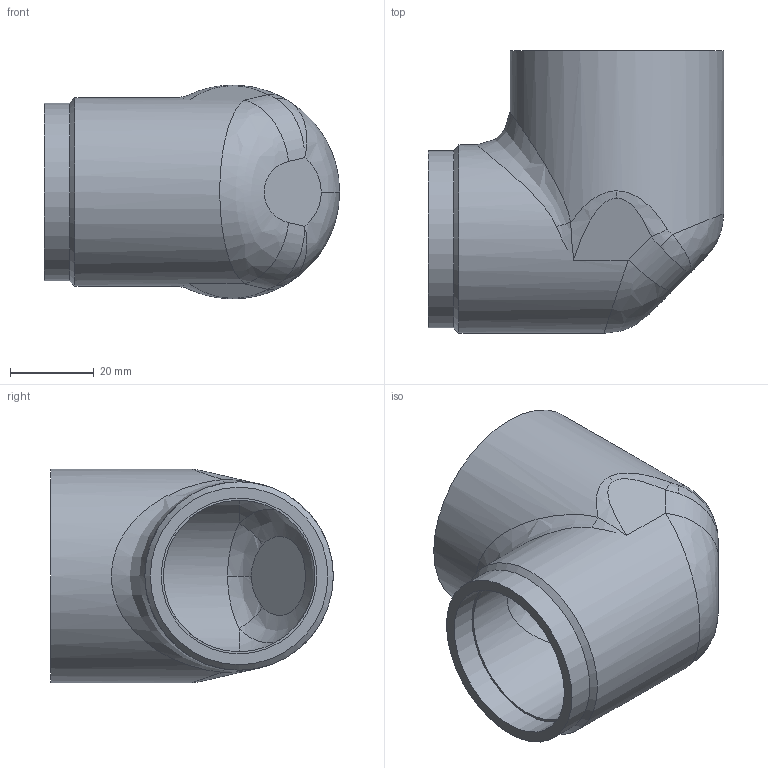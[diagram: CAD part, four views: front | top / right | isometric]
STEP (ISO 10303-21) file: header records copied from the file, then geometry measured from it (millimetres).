
FILE_DESCRIPTION(/* description */ ('Unknown'),/* implementation_level */ '2;1');
FILE_NAME(/* name */ 'R-222-S-DN32',/* time_stamp */ '2023-04-26T17:19:56+08:00',/* author */ ('Unknown'),/* organization */ ('Unknown'),/* preprocessor_version */ 'ST-DEVELOPER v16.7',/* originating_system */ 'DEX',/* authorisation */ $);
FILE_SCHEMA (('AUTOMOTIVE_DESIGN {1 0 10303 214 3 1 1}'));
Length unit declared in the file: millimetre
Products named in the file (2): R-222-S-DN32; R-222-S DN32
Assembly tree (1 placements, depth 2):
  R-222-S-DN32
    R-222-S DN32
Bounding box: 70.5 x 67.5 x 51 mm (x, y, z)
Volume: 54999.5 mm3; surface area: 26097.9 mm2
Topology: 1 solids, 1 shells, 50 faces, 150 edges, 99 vertices
Faces by surface type: bspline 24, cylinder 14, plane 8, cone 3, torus 1
Full cylindrical faces by diameter (mm): 36.2 x1, 37.2 x1, 39 x6, 42.4 x1, 45 x1, 51 x1
Entity records: 11404 total; most frequent: CARTESIAN_POINT 10389, ORIENTED_EDGE 260, EDGE_CURVE 130, DIRECTION 122, VERTEX_POINT 98, AXIS2_PLACEMENT_3D 56, EDGE_LOOP 54, FACE_BOUND 54
